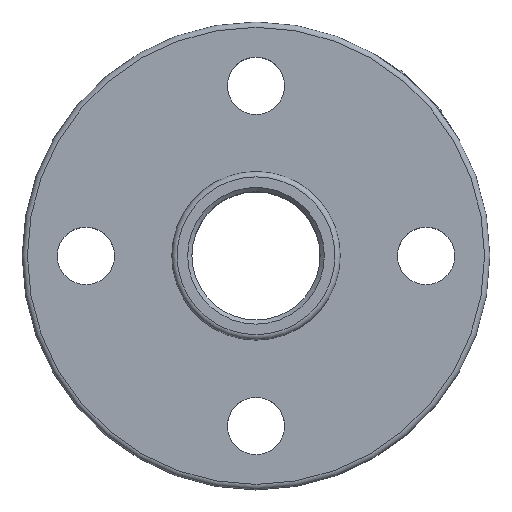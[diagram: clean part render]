
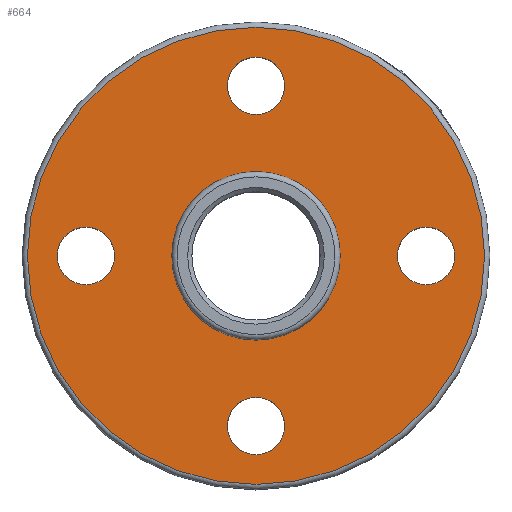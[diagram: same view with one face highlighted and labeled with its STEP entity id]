
A CAD part, top view. The second image highlights one B-rep face of the part: STEP entity #664.
In plain terms, the highlighted planar face has unit normal (0, 0, 1).
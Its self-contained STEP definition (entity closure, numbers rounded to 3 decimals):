
#18=PLANE('',#740);
#32=FACE_BOUND('',#212,.T.);
#33=FACE_BOUND('',#213,.T.);
#34=FACE_BOUND('',#214,.T.);
#35=FACE_BOUND('',#215,.T.);
#36=FACE_BOUND('',#216,.T.);
#172=FACE_OUTER_BOUND('',#211,.T.);
#211=EDGE_LOOP('',(#489));
#212=EDGE_LOOP('',(#490));
#213=EDGE_LOOP('',(#491));
#214=EDGE_LOOP('',(#492));
#215=EDGE_LOOP('',(#493));
#216=EDGE_LOOP('',(#494));
#252=CIRCLE('',#709,10.75);
#264=CIRCLE('',#726,1.35);
#266=CIRCLE('',#729,1.35);
#268=CIRCLE('',#732,1.35);
#270=CIRCLE('',#735,1.35);
#271=CIRCLE('',#738,3.963);
#282=VERTEX_POINT('',#949);
#295=VERTEX_POINT('',#1052);
#297=VERTEX_POINT('',#1058);
#299=VERTEX_POINT('',#1064);
#301=VERTEX_POINT('',#1070);
#302=VERTEX_POINT('',#1076);
#343=EDGE_CURVE('',#282,#282,#252,.T.);
#362=EDGE_CURVE('',#295,#295,#264,.T.);
#365=EDGE_CURVE('',#297,#297,#266,.T.);
#368=EDGE_CURVE('',#299,#299,#268,.T.);
#371=EDGE_CURVE('',#301,#301,#270,.T.);
#373=EDGE_CURVE('',#302,#302,#271,.T.);
#489=ORIENTED_EDGE('',*,*,#343,.T.);
#490=ORIENTED_EDGE('',*,*,#362,.F.);
#491=ORIENTED_EDGE('',*,*,#365,.F.);
#492=ORIENTED_EDGE('',*,*,#368,.F.);
#493=ORIENTED_EDGE('',*,*,#371,.F.);
#494=ORIENTED_EDGE('',*,*,#373,.F.);
#664=ADVANCED_FACE('',(#172,#32,#33,#34,#35,#36),#18,.T.);
#709=AXIS2_PLACEMENT_3D('',#950,#783,#784);
#726=AXIS2_PLACEMENT_3D('',#1054,#821,#822);
#729=AXIS2_PLACEMENT_3D('',#1060,#828,#829);
#732=AXIS2_PLACEMENT_3D('',#1066,#835,#836);
#735=AXIS2_PLACEMENT_3D('',#1072,#842,#843);
#738=AXIS2_PLACEMENT_3D('',#1077,#849,#850);
#740=AXIS2_PLACEMENT_3D('',#1081,#855,#856);
#783=DIRECTION('center_axis',(0.,0.,1.));
#784=DIRECTION('ref_axis',(1.,0.,0.));
#821=DIRECTION('center_axis',(0.,0.,1.));
#822=DIRECTION('ref_axis',(1.,0.,0.));
#828=DIRECTION('center_axis',(0.,0.,1.));
#829=DIRECTION('ref_axis',(1.,0.,0.));
#835=DIRECTION('center_axis',(0.,0.,1.));
#836=DIRECTION('ref_axis',(1.,0.,0.));
#842=DIRECTION('center_axis',(0.,0.,1.));
#843=DIRECTION('ref_axis',(1.,0.,0.));
#849=DIRECTION('center_axis',(0.,0.,1.));
#850=DIRECTION('ref_axis',(1.,0.,0.));
#855=DIRECTION('center_axis',(0.,0.,1.));
#856=DIRECTION('ref_axis',(1.,0.,0.));
#949=CARTESIAN_POINT('',(-7.904,16.736,18.148));
#950=CARTESIAN_POINT('Origin',(2.846,16.736,18.148));
#1052=CARTESIAN_POINT('',(-6.504,16.736,18.148));
#1054=CARTESIAN_POINT('Origin',(-5.154,16.736,18.148));
#1058=CARTESIAN_POINT('',(1.496,8.736,18.148));
#1060=CARTESIAN_POINT('Origin',(2.846,8.736,18.148));
#1064=CARTESIAN_POINT('',(9.496,16.736,18.148));
#1066=CARTESIAN_POINT('Origin',(10.846,16.736,18.148));
#1070=CARTESIAN_POINT('',(1.496,24.736,18.148));
#1072=CARTESIAN_POINT('Origin',(2.846,24.736,18.148));
#1076=CARTESIAN_POINT('',(6.809,16.736,18.148));
#1077=CARTESIAN_POINT('Origin',(2.846,16.736,18.148));
#1081=CARTESIAN_POINT('Origin',(2.846,16.736,18.148));
